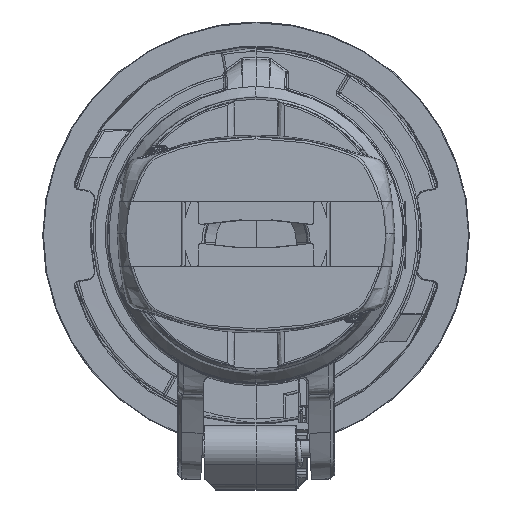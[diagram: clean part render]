
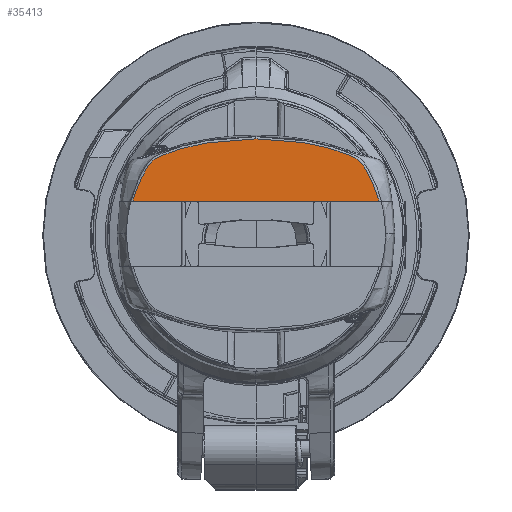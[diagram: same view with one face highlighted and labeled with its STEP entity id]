
A CAD part, top view. The second image highlights one B-rep face of the part: STEP entity #35413.
In plain terms, the highlighted planar face has unit normal (0, 0.009, 1).
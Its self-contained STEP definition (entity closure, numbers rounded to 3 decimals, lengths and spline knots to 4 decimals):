
#5269 = CARTESIAN_POINT ( 'NONE',  ( -0.6008, 0.7543, 5.4624 ) ) ;
#5327 = CARTESIAN_POINT ( 'NONE',  ( 0.9061, 0.6258, 5.4635 ) ) ;
#6608 = LINE ( 'NONE', #46590, #78212 ) ;
#7239 = CARTESIAN_POINT ( 'NONE',  ( 0.2193, 0.8189, 5.4618 ) ) ;
#7879 = CARTESIAN_POINT ( 'NONE',  ( 0.972, 0.5291, 5.4644 ) ) ;
#9124 = CARTESIAN_POINT ( 'NONE',  ( -1.0368, 0.39, 5.4656 ) ) ;
#9682 = DIRECTION ( 'NONE',  ( -1., 0., 0. ) ) ;
#13092 = ORIENTED_EDGE ( 'NONE', *, *, #37893, .T. ) ;
#13934 = ORIENTED_EDGE ( 'NONE', *, *, #49763, .F. ) ;
#14443 = CARTESIAN_POINT ( 'NONE',  ( -0.1105, 0.8254, 5.4618 ) ) ;
#15091 = CARTESIAN_POINT ( 'NONE',  ( 0., 0.8254, 5.4618 ) ) ;
#15272 = VERTEX_POINT ( 'NONE', #111409 ) ;
#16426 = CARTESIAN_POINT ( 'NONE',  ( 0.3826, 0.7983, 5.462 ) ) ;
#22405 = VERTEX_POINT ( 'NONE', #47283 ) ;
#25633 = CARTESIAN_POINT ( 'NONE',  ( 0.5446, 0.7679, 5.4623 ) ) ;
#26224 = CARTESIAN_POINT ( 'NONE',  ( -0.8602, 0.661, 5.4632 ) ) ;
#26897 = CARTESIAN_POINT ( 'NONE',  ( 0.9512, 0.5651, 5.464 ) ) ;
#27485 = CARTESIAN_POINT ( 'NONE',  ( -0.9224, 0.6074, 5.4637 ) ) ;
#27537 = CARTESIAN_POINT ( 'NONE',  ( 0.7549, 0.7051, 5.4628 ) ) ;
#33736 = ORIENTED_EDGE ( 'NONE', *, *, #67137, .T. ) ;
#35404 = CARTESIAN_POINT ( 'NONE',  ( -0.7841, 0.6937, 5.4629 ) ) ;
#35413 = ADVANCED_FACE ( 'NONE', ( #108977 ), #109634, .T. ) ;
#35485 = DIRECTION ( 'NONE',  ( 1., 0., 0. ) ) ;
#36102 = CARTESIAN_POINT ( 'NONE',  ( 0.598, 0.7551, 5.4624 ) ) ;
#36461 = VECTOR ( 'NONE', #9682, 39.3701 ) ;
#37324 = CARTESIAN_POINT ( 'NONE',  ( -1.0548, 0.338, 5.466 ) ) ;
#37893 = EDGE_CURVE ( 'NONE', #22405, #74928, #6608, .T. ) ;
#39268 = CARTESIAN_POINT ( 'NONE',  ( -1.0688, 0.285, 5.4665 ) ) ;
#39473 = CARTESIAN_POINT ( 'NONE',  ( 0., 0.285, 5.4665 ) ) ;
#42145 = DIRECTION ( 'NONE',  ( -1., 0., 0. ) ) ;
#42441 = AXIS2_PLACEMENT_3D ( 'NONE', #39473, #79465, #91267 ) ;
#44566 = CARTESIAN_POINT ( 'NONE',  ( -0.3844, 0.798, 5.462 ) ) ;
#45236 = CARTESIAN_POINT ( 'NONE',  ( -0.6803, 0.7308, 5.4626 ) ) ;
#46590 = CARTESIAN_POINT ( 'NONE',  ( 0., 0.285, 5.4665 ) ) ;
#47283 = CARTESIAN_POINT ( 'NONE',  ( -0.5206, 0.285, 5.4665 ) ) ;
#48443 = CARTESIAN_POINT ( 'NONE',  ( -0.9305, 0.5964, 5.4638 ) ) ;
#48998 = CARTESIAN_POINT ( 'NONE',  ( 0., 0.8254, 5.4618 ) ) ;
#49763 = EDGE_CURVE ( 'NONE', #22405, #50505, #59466, .T. ) ;
#50505 = VERTEX_POINT ( 'NONE', #57567 ) ;
#55065 = CARTESIAN_POINT ( 'NONE',  ( -0.439, 0.7892, 5.4621 ) ) ;
#55770 = CARTESIAN_POINT ( 'NONE',  ( 0.437, 0.7895, 5.4621 ) ) ;
#56340 = CARTESIAN_POINT ( 'NONE',  ( -0.9042, 0.6282, 5.4635 ) ) ;
#56395 = CARTESIAN_POINT ( 'NONE',  ( 1.0688, 0.285, 5.4665 ) ) ;
#57023 = CARTESIAN_POINT ( 'NONE',  ( 0.891, 0.6401, 5.4634 ) ) ;
#57567 = CARTESIAN_POINT ( 'NONE',  ( -1.0688, 0.285, 5.4665 ) ) ;
#57678 = CARTESIAN_POINT ( 'NONE',  ( 1.0364, 0.3911, 5.4656 ) ) ;
#59466 = LINE ( 'NONE', #99512, #36461 ) ;
#59717 = VECTOR ( 'NONE', #42145, 39.3701 ) ;
#64928 = CARTESIAN_POINT ( 'NONE',  ( 0., 0.8254, 5.4618 ) ) ;
#65532 = CARTESIAN_POINT ( 'NONE',  ( -0.8352, 0.6729, 5.4631 ) ) ;
#65591 = CARTESIAN_POINT ( 'NONE',  ( 0.9914, 0.4924, 5.4647 ) ) ;
#66237 = CARTESIAN_POINT ( 'NONE',  ( 0.8682, 0.6567, 5.4632 ) ) ;
#66879 = CARTESIAN_POINT ( 'NONE',  ( 0.9013, 0.6307, 5.4635 ) ) ;
#67137 = EDGE_CURVE ( 'NONE', #15272, #122273, #97420, .T. ) ;
#67513 = CARTESIAN_POINT ( 'NONE',  ( 1.0033, 0.4674, 5.4649 ) ) ;
#70400 = ORIENTED_EDGE ( 'NONE', *, *, #81438, .F. ) ;
#72961 = CARTESIAN_POINT ( 'NONE',  ( 0., 0.285, 5.4665 ) ) ;
#73064 = ORIENTED_EDGE ( 'NONE', *, *, #81735, .T. ) ;
#74928 = VERTEX_POINT ( 'NONE', #92944 ) ;
#76694 = CARTESIAN_POINT ( 'NONE',  ( -0.8942, 0.6378, 5.4634 ) ) ;
#78212 = VECTOR ( 'NONE', #35485, 39.3701 ) ;
#79465 = DIRECTION ( 'NONE',  ( 0., 0.009, 1. ) ) ;
#81438 = EDGE_CURVE ( 'NONE', #15272, #74928, #81520, .T. ) ;
#81520 = LINE ( 'NONE', #72961, #59717 ) ;
#81735 = EDGE_CURVE ( 'NONE', #122273, #50505, #120132, .T. ) ;
#85254 = CARTESIAN_POINT ( 'NONE',  ( -0.7065, 0.7223, 5.4627 ) ) ;
#85922 = CARTESIAN_POINT ( 'NONE',  ( 0.9652, 0.5413, 5.4643 ) ) ;
#87799 = CARTESIAN_POINT ( 'NONE',  ( -0.967, 0.5387, 5.4643 ) ) ;
#87850 = CARTESIAN_POINT ( 'NONE',  ( 0.9199, 0.6105, 5.4637 ) ) ;
#88449 = CARTESIAN_POINT ( 'NONE',  ( -0.9924, 0.4903, 5.4647 ) ) ;
#89122 = CARTESIAN_POINT ( 'NONE',  ( -0.8723, 0.6542, 5.4633 ) ) ;
#91267 = DIRECTION ( 'NONE',  ( 0., -1., 0.009 ) ) ;
#92944 = CARTESIAN_POINT ( 'NONE',  ( 0.5206, 0.285, 5.4665 ) ) ;
#94409 = CARTESIAN_POINT ( 'NONE',  ( -0.2204, 0.8188, 5.4618 ) ) ;
#95083 = CARTESIAN_POINT ( 'NONE',  ( -0.5472, 0.7674, 5.4623 ) ) ;
#95134 = CARTESIAN_POINT ( 'NONE',  ( 0.9438, 0.5769, 5.4639 ) ) ;
#95723 = CARTESIAN_POINT ( 'NONE',  ( -0.8224, 0.6781, 5.4631 ) ) ;
#95776 = CARTESIAN_POINT ( 'NONE',  ( 0.7804, 0.6951, 5.4629 ) ) ;
#96402 = CARTESIAN_POINT ( 'NONE',  ( 0.1099, 0.8254, 5.4618 ) ) ;
#97051 = CARTESIAN_POINT ( 'NONE',  ( 0.856, 0.6631, 5.4632 ) ) ;
#97420 = B_SPLINE_CURVE_WITH_KNOTS ( 'NONE', 3,
 ( #56395, #106875, #57678, #67513, #65591, #7879, #85922, #26897, #95134, #107526, #87850, #5327, #66879, #57023, #116100, #66237, #97051, #106247, #118021, #95776, #27537, #125289, #127849, #36102, #25633, #55770, #16426, #7239, #96402, #64928 ),
 .UNSPECIFIED., .F., .F.,
 ( 4, 2, 2, 2, 2, 2, 2, 2, 2, 2, 2, 2, 2, 2, 4 ),
 ( 0., 0.0042, 0.0063, 0.0074, 0.0085, 0.0095, 0.01, 0.0106, 0.0116, 0.0127, 0.0148, 0.0169, 0.0211, 0.0254, 0.0338 ),
 .UNSPECIFIED. ) ;
#98943 = CARTESIAN_POINT ( 'NONE',  ( -0.9535, 0.5625, 5.4641 ) ) ;
#99512 = CARTESIAN_POINT ( 'NONE',  ( 0., 0.285, 5.4665 ) ) ;
#106247 = CARTESIAN_POINT ( 'NONE',  ( 0.8311, 0.6746, 5.4631 ) ) ;
#106875 = CARTESIAN_POINT ( 'NONE',  ( 1.0546, 0.3386, 5.466 ) ) ;
#107526 = CARTESIAN_POINT ( 'NONE',  ( 0.9282, 0.5995, 5.4637 ) ) ;
#108977 = FACE_OUTER_BOUND ( 'NONE', #111982, .T. ) ;
#109634 = PLANE ( 'NONE',  #42441 ) ;
#111409 = CARTESIAN_POINT ( 'NONE',  ( 1.0688, 0.285, 5.4665 ) ) ;
#111982 = EDGE_LOOP ( 'NONE', ( #70400, #33736, #73064, #13934, #13092 ) ) ;
#116100 = CARTESIAN_POINT ( 'NONE',  ( 0.8854, 0.6445, 5.4634 ) ) ;
#117963 = CARTESIAN_POINT ( 'NONE',  ( -1.0042, 0.4655, 5.4649 ) ) ;
#118021 = CARTESIAN_POINT ( 'NONE',  ( 0.8185, 0.6797, 5.463 ) ) ;
#120132 = B_SPLINE_CURVE_WITH_KNOTS ( 'NONE', 3,
 ( #15091, #14443, #94409, #44566, #55065, #95083, #5269, #45236, #85254, #125236, #35404, #95723, #65532, #26224, #89122, #76694, #56340, #27485, #48443, #98943, #87799, #88449, #117963, #9124, #37324, #39268 ),
 .UNSPECIFIED., .F., .F.,
 ( 4, 2, 2, 2, 2, 2, 2, 2, 2, 2, 2, 2, 4 ),
 ( 0., 0.0084, 0.0126, 0.0168, 0.0189, 0.021, 0.022, 0.0231, 0.0241, 0.0252, 0.0273, 0.0294, 0.0336 ),
 .UNSPECIFIED. ) ;
#122273 = VERTEX_POINT ( 'NONE', #48998 ) ;
#125236 = CARTESIAN_POINT ( 'NONE',  ( -0.7584, 0.7038, 5.4628 ) ) ;
#125289 = CARTESIAN_POINT ( 'NONE',  ( 0.7033, 0.7234, 5.4627 ) ) ;
#127849 = CARTESIAN_POINT ( 'NONE',  ( 0.6771, 0.7318, 5.4626 ) ) ;
